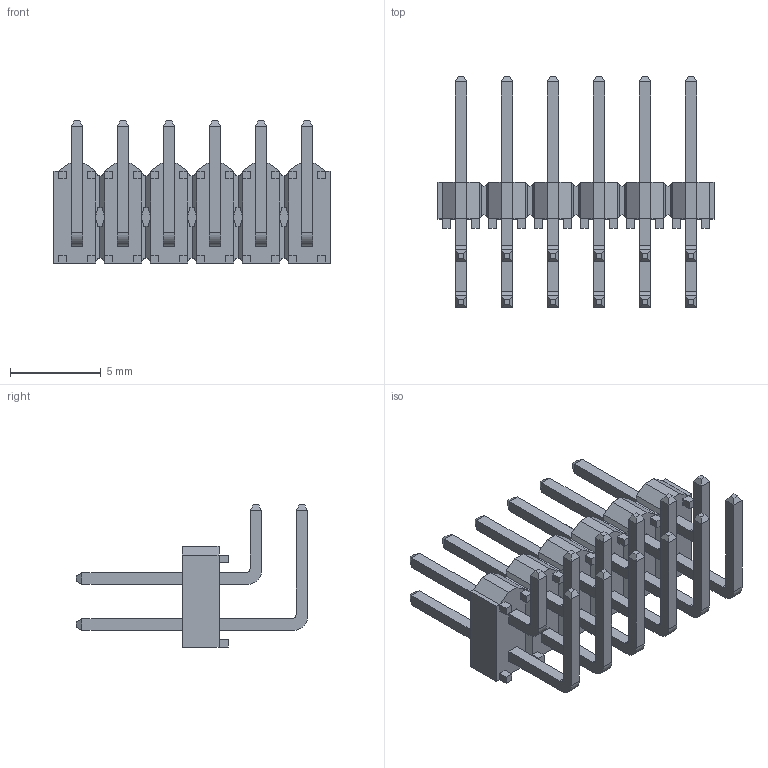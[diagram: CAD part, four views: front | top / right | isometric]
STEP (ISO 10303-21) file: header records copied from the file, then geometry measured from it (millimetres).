
FILE_DESCRIPTION( ( 'STEP AP203' ), '1' );
FILE_NAME( 'TSW-106-08-F-D-RA.stp', '2019-08-02T04:59:38', ( '' ), ( '' ), ' ', 'PARTsolutions', ' ' );
FILE_SCHEMA( ( 'CONFIG_CONTROL_DESIGN' ) );
Length unit declared in the file: inch
Products named in the file (3): TSW-106-08-F-D-RA; _TSW-106-08-F-D-RA_body; _T-1S6-08-TSW-1-08-6-RA-D
Assembly tree (2 placements, depth 2):
  TSW-106-08-F-D-RA
    _TSW-106-08-F-D-RA_body
    _T-1S6-08-TSW-1-08-6-RA-D
Bounding box: 15.24 x 12.76 x 7.85 mm (x, y, z)
Volume: 232.5 mm3; surface area: 933.5 mm2
Topology: 2 solids, 2 shells, 564 faces, 1470 edges, 924 vertices
Faces by surface type: plane 540, cylinder 24
Entity records: 16914 total; most frequent: CARTESIAN_POINT 2961, ORIENTED_EDGE 2940, DIRECTION 2652, EDGE_CURVE 1470, LINE 1422, VECTOR 1422, VERTEX_POINT 924, AXIS2_PLACEMENT_3D 615
